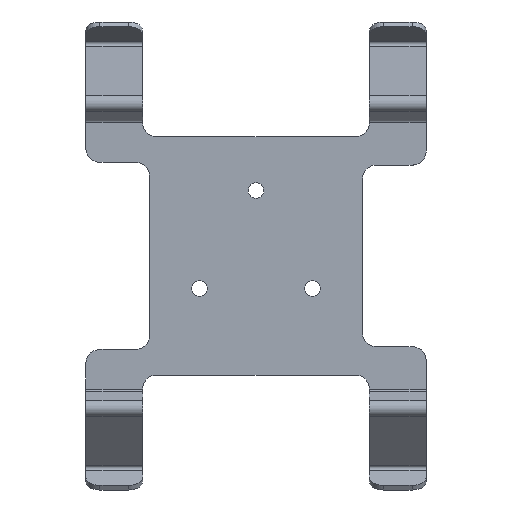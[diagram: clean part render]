
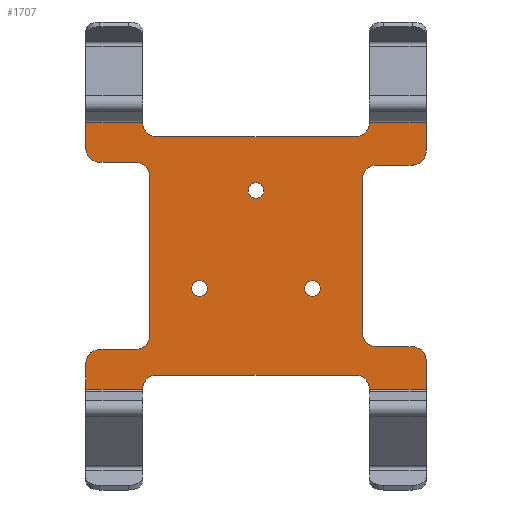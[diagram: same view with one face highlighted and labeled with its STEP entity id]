
A CAD part, top view. The second image highlights one B-rep face of the part: STEP entity #1707.
In plain terms, the highlighted planar face has unit normal (0, 0, 1).
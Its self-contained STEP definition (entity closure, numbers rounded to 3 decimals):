
#67=LINE('',#2552,#235);
#68=LINE('',#2557,#236);
#69=LINE('',#2559,#237);
#70=LINE('',#2563,#238);
#71=LINE('',#2567,#239);
#72=LINE('',#2569,#240);
#73=LINE('',#2573,#241);
#74=LINE('',#2577,#242);
#75=LINE('',#2581,#243);
#76=LINE('',#2585,#244);
#77=LINE('',#2587,#245);
#78=LINE('',#2591,#246);
#79=LINE('',#2595,#247);
#80=LINE('',#2597,#248);
#81=LINE('',#2601,#249);
#82=LINE('',#2605,#250);
#235=VECTOR('',#2010,1000.);
#236=VECTOR('',#2013,1000.);
#237=VECTOR('',#2014,1000.);
#238=VECTOR('',#2017,1000.);
#239=VECTOR('',#2020,1000.);
#240=VECTOR('',#2021,1000.);
#241=VECTOR('',#2024,1000.);
#242=VECTOR('',#2027,1000.);
#243=VECTOR('',#2030,1000.);
#244=VECTOR('',#2033,1000.);
#245=VECTOR('',#2034,1000.);
#246=VECTOR('',#2037,1000.);
#247=VECTOR('',#2040,1000.);
#248=VECTOR('',#2041,1000.);
#249=VECTOR('',#2044,1000.);
#250=VECTOR('',#2047,1000.);
#403=ORIENTED_EDGE('',*,*,#927,.F.);
#404=ORIENTED_EDGE('',*,*,#928,.F.);
#405=ORIENTED_EDGE('',*,*,#929,.F.);
#406=ORIENTED_EDGE('',*,*,#930,.F.);
#407=ORIENTED_EDGE('',*,*,#931,.T.);
#408=ORIENTED_EDGE('',*,*,#932,.F.);
#409=ORIENTED_EDGE('',*,*,#933,.F.);
#410=ORIENTED_EDGE('',*,*,#934,.T.);
#411=ORIENTED_EDGE('',*,*,#935,.F.);
#412=ORIENTED_EDGE('',*,*,#936,.T.);
#413=ORIENTED_EDGE('',*,*,#937,.F.);
#414=ORIENTED_EDGE('',*,*,#938,.F.);
#415=ORIENTED_EDGE('',*,*,#939,.T.);
#416=ORIENTED_EDGE('',*,*,#940,.F.);
#417=ORIENTED_EDGE('',*,*,#941,.T.);
#418=ORIENTED_EDGE('',*,*,#942,.F.);
#419=ORIENTED_EDGE('',*,*,#943,.T.);
#420=ORIENTED_EDGE('',*,*,#944,.F.);
#421=ORIENTED_EDGE('',*,*,#945,.T.);
#422=ORIENTED_EDGE('',*,*,#946,.F.);
#423=ORIENTED_EDGE('',*,*,#947,.F.);
#424=ORIENTED_EDGE('',*,*,#948,.T.);
#425=ORIENTED_EDGE('',*,*,#949,.F.);
#426=ORIENTED_EDGE('',*,*,#950,.T.);
#427=ORIENTED_EDGE('',*,*,#951,.F.);
#428=ORIENTED_EDGE('',*,*,#952,.F.);
#429=ORIENTED_EDGE('',*,*,#953,.T.);
#430=ORIENTED_EDGE('',*,*,#954,.F.);
#431=ORIENTED_EDGE('',*,*,#955,.T.);
#432=ORIENTED_EDGE('',*,*,#956,.F.);
#433=ORIENTED_EDGE('',*,*,#957,.T.);
#927=EDGE_CURVE('',#1189,#1189,#1363,.T.);
#928=EDGE_CURVE('',#1190,#1190,#1364,.T.);
#929=EDGE_CURVE('',#1191,#1191,#1365,.T.);
#930=EDGE_CURVE('',#1192,#1193,#67,.T.);
#931=EDGE_CURVE('',#1192,#1194,#1366,.F.);
#932=EDGE_CURVE('',#1195,#1194,#68,.T.);
#933=EDGE_CURVE('',#1196,#1195,#69,.T.);
#934=EDGE_CURVE('',#1196,#1197,#1367,.T.);
#935=EDGE_CURVE('',#1198,#1197,#70,.T.);
#936=EDGE_CURVE('',#1198,#1199,#1368,.T.);
#937=EDGE_CURVE('',#1200,#1199,#71,.T.);
#938=EDGE_CURVE('',#1201,#1200,#72,.T.);
#939=EDGE_CURVE('',#1201,#1202,#1369,.F.);
#940=EDGE_CURVE('',#1203,#1202,#73,.T.);
#941=EDGE_CURVE('',#1203,#1204,#1370,.T.);
#942=EDGE_CURVE('',#1205,#1204,#74,.T.);
#943=EDGE_CURVE('',#1205,#1206,#1371,.T.);
#944=EDGE_CURVE('',#1207,#1206,#75,.T.);
#945=EDGE_CURVE('',#1207,#1208,#1372,.F.);
#946=EDGE_CURVE('',#1209,#1208,#76,.T.);
#947=EDGE_CURVE('',#1210,#1209,#77,.T.);
#948=EDGE_CURVE('',#1210,#1211,#1373,.T.);
#949=EDGE_CURVE('',#1212,#1211,#78,.T.);
#950=EDGE_CURVE('',#1212,#1213,#1374,.T.);
#951=EDGE_CURVE('',#1214,#1213,#79,.T.);
#952=EDGE_CURVE('',#1215,#1214,#80,.T.);
#953=EDGE_CURVE('',#1215,#1216,#1375,.F.);
#954=EDGE_CURVE('',#1217,#1216,#81,.T.);
#955=EDGE_CURVE('',#1217,#1218,#1376,.T.);
#956=EDGE_CURVE('',#1219,#1218,#82,.T.);
#957=EDGE_CURVE('',#1219,#1193,#1377,.T.);
#1189=VERTEX_POINT('',#2547);
#1190=VERTEX_POINT('',#2549);
#1191=VERTEX_POINT('',#2551);
#1192=VERTEX_POINT('',#2553);
#1193=VERTEX_POINT('',#2554);
#1194=VERTEX_POINT('',#2556);
#1195=VERTEX_POINT('',#2558);
#1196=VERTEX_POINT('',#2560);
#1197=VERTEX_POINT('',#2562);
#1198=VERTEX_POINT('',#2564);
#1199=VERTEX_POINT('',#2566);
#1200=VERTEX_POINT('',#2568);
#1201=VERTEX_POINT('',#2570);
#1202=VERTEX_POINT('',#2572);
#1203=VERTEX_POINT('',#2574);
#1204=VERTEX_POINT('',#2576);
#1205=VERTEX_POINT('',#2578);
#1206=VERTEX_POINT('',#2580);
#1207=VERTEX_POINT('',#2582);
#1208=VERTEX_POINT('',#2584);
#1209=VERTEX_POINT('',#2586);
#1210=VERTEX_POINT('',#2588);
#1211=VERTEX_POINT('',#2590);
#1212=VERTEX_POINT('',#2592);
#1213=VERTEX_POINT('',#2594);
#1214=VERTEX_POINT('',#2596);
#1215=VERTEX_POINT('',#2598);
#1216=VERTEX_POINT('',#2600);
#1217=VERTEX_POINT('',#2602);
#1218=VERTEX_POINT('',#2604);
#1219=VERTEX_POINT('',#2606);
#1363=CIRCLE('',#1814,2.75);
#1364=CIRCLE('',#1815,2.75);
#1365=CIRCLE('',#1816,2.75);
#1366=CIRCLE('',#1817,5.);
#1367=CIRCLE('',#1818,5.);
#1368=CIRCLE('',#1819,5.);
#1369=CIRCLE('',#1820,5.);
#1370=CIRCLE('',#1821,5.);
#1371=CIRCLE('',#1822,5.);
#1372=CIRCLE('',#1823,5.);
#1373=CIRCLE('',#1824,5.);
#1374=CIRCLE('',#1825,5.);
#1375=CIRCLE('',#1826,5.);
#1376=CIRCLE('',#1827,5.);
#1377=CIRCLE('',#1828,5.);
#1457=EDGE_LOOP('',(#403));
#1458=EDGE_LOOP('',(#404));
#1459=EDGE_LOOP('',(#405));
#1460=EDGE_LOOP('',(#406,#407,#408,#409,#410,#411,#412,#413,#414,#415,#416,
#417,#418,#419,#420,#421,#422,#423,#424,#425,#426,#427,#428,#429,#430,#431,
#432,#433));
#1559=FACE_BOUND('',#1457,.T.);
#1560=FACE_BOUND('',#1458,.T.);
#1561=FACE_BOUND('',#1459,.T.);
#1562=FACE_BOUND('',#1460,.T.);
#1661=PLANE('',#1813);
#1707=ADVANCED_FACE('',(#1559,#1560,#1561,#1562),#1661,.F.);
#1813=AXIS2_PLACEMENT_3D('',#2545,#2002,#2003);
#1814=AXIS2_PLACEMENT_3D('',#2546,#2004,#2005);
#1815=AXIS2_PLACEMENT_3D('',#2548,#2006,#2007);
#1816=AXIS2_PLACEMENT_3D('',#2550,#2008,#2009);
#1817=AXIS2_PLACEMENT_3D('',#2555,#2011,#2012);
#1818=AXIS2_PLACEMENT_3D('',#2561,#2015,#2016);
#1819=AXIS2_PLACEMENT_3D('',#2565,#2018,#2019);
#1820=AXIS2_PLACEMENT_3D('',#2571,#2022,#2023);
#1821=AXIS2_PLACEMENT_3D('',#2575,#2025,#2026);
#1822=AXIS2_PLACEMENT_3D('',#2579,#2028,#2029);
#1823=AXIS2_PLACEMENT_3D('',#2583,#2031,#2032);
#1824=AXIS2_PLACEMENT_3D('',#2589,#2035,#2036);
#1825=AXIS2_PLACEMENT_3D('',#2593,#2038,#2039);
#1826=AXIS2_PLACEMENT_3D('',#2599,#2042,#2043);
#1827=AXIS2_PLACEMENT_3D('',#2603,#2045,#2046);
#1828=AXIS2_PLACEMENT_3D('',#2607,#2048,#2049);
#2002=DIRECTION('',(0.,0.,-1.));
#2003=DIRECTION('',(-1.,0.,0.));
#2004=DIRECTION('',(0.,0.,1.));
#2005=DIRECTION('',(0.,-1.,0.));
#2006=DIRECTION('',(0.,0.,1.));
#2007=DIRECTION('',(0.,-1.,0.));
#2008=DIRECTION('',(0.,0.,1.));
#2009=DIRECTION('',(0.,-1.,0.));
#2010=DIRECTION('',(-1.,0.,0.));
#2011=DIRECTION('',(0.,0.,-1.));
#2012=DIRECTION('',(-1.,0.,0.));
#2013=DIRECTION('',(0.,-1.,0.));
#2014=DIRECTION('',(1.,0.,0.));
#2015=DIRECTION('',(0.,0.,-1.));
#2016=DIRECTION('',(-1.,0.,0.));
#2017=DIRECTION('',(1.,0.,0.));
#2018=DIRECTION('',(0.,0.,-1.));
#2019=DIRECTION('',(-1.,0.,0.));
#2020=DIRECTION('',(1.,0.,0.));
#2021=DIRECTION('',(0.,1.,0.));
#2022=DIRECTION('',(0.,0.,-1.));
#2023=DIRECTION('',(-1.,0.,0.));
#2024=DIRECTION('',(-1.,0.,0.));
#2025=DIRECTION('',(0.,0.,-1.));
#2026=DIRECTION('',(-1.,0.,0.));
#2027=DIRECTION('',(0.,1.,0.));
#2028=DIRECTION('',(0.,0.,-1.));
#2029=DIRECTION('',(-1.,0.,0.));
#2030=DIRECTION('',(1.,0.,0.));
#2031=DIRECTION('',(0.,0.,-1.));
#2032=DIRECTION('',(-1.,0.,0.));
#2033=DIRECTION('',(0.,1.,0.));
#2034=DIRECTION('',(-1.,0.,0.));
#2035=DIRECTION('',(0.,0.,-1.));
#2036=DIRECTION('',(-1.,0.,0.));
#2037=DIRECTION('',(-1.,0.,0.));
#2038=DIRECTION('',(0.,0.,-1.));
#2039=DIRECTION('',(-1.,0.,0.));
#2040=DIRECTION('',(-1.,0.,0.));
#2041=DIRECTION('',(0.,-1.,0.));
#2042=DIRECTION('',(0.,0.,-1.));
#2043=DIRECTION('',(-1.,0.,0.));
#2044=DIRECTION('',(1.,0.,0.));
#2045=DIRECTION('',(0.,0.,-1.));
#2046=DIRECTION('',(-1.,0.,0.));
#2047=DIRECTION('',(0.,-1.,0.));
#2048=DIRECTION('',(0.,0.,-1.));
#2049=DIRECTION('',(-1.,0.,0.));
#2545=CARTESIAN_POINT('',(0.,0.,2.));
#2546=CARTESIAN_POINT('',(-19.919,-11.5,2.));
#2547=CARTESIAN_POINT('',(-19.919,-14.25,2.));
#2548=CARTESIAN_POINT('',(19.919,-11.5,2.));
#2549=CARTESIAN_POINT('',(19.919,-14.25,2.));
#2550=CARTESIAN_POINT('',(0.,23.,2.));
#2551=CARTESIAN_POINT('',(0.,20.25,2.));
#2552=CARTESIAN_POINT('',(60.,32.,2.));
#2553=CARTESIAN_POINT('',(55.,32.,2.));
#2554=CARTESIAN_POINT('',(42.5,32.,2.));
#2555=CARTESIAN_POINT('',(55.,37.,2.));
#2556=CARTESIAN_POINT('',(60.,37.,2.));
#2557=CARTESIAN_POINT('',(60.,47.,2.));
#2558=CARTESIAN_POINT('',(60.,47.,2.));
#2559=CARTESIAN_POINT('',(40.,47.,2.));
#2560=CARTESIAN_POINT('',(40.,47.,2.));
#2561=CARTESIAN_POINT('',(35.,47.,2.));
#2562=CARTESIAN_POINT('',(35.,42.,2.));
#2563=CARTESIAN_POINT('',(-40.,42.,2.));
#2564=CARTESIAN_POINT('',(-35.,42.,2.));
#2565=CARTESIAN_POINT('',(-35.,47.,2.));
#2566=CARTESIAN_POINT('',(-40.,47.,2.));
#2567=CARTESIAN_POINT('',(-60.,47.,2.));
#2568=CARTESIAN_POINT('',(-60.,47.,2.));
#2569=CARTESIAN_POINT('',(-60.,33.,2.));
#2570=CARTESIAN_POINT('',(-60.,38.,2.));
#2571=CARTESIAN_POINT('',(-55.,38.,2.));
#2572=CARTESIAN_POINT('',(-55.,33.,2.));
#2573=CARTESIAN_POINT('',(-37.5,33.,2.));
#2574=CARTESIAN_POINT('',(-42.5,33.,2.));
#2575=CARTESIAN_POINT('',(-42.5,28.,2.));
#2576=CARTESIAN_POINT('',(-37.5,28.,2.));
#2577=CARTESIAN_POINT('',(-37.5,0.,2.));
#2578=CARTESIAN_POINT('',(-37.5,-28.,2.));
#2579=CARTESIAN_POINT('',(-42.5,-28.,2.));
#2580=CARTESIAN_POINT('',(-42.5,-33.,2.));
#2581=CARTESIAN_POINT('',(-37.5,-33.,2.));
#2582=CARTESIAN_POINT('',(-55.,-33.,2.));
#2583=CARTESIAN_POINT('',(-55.,-38.,2.));
#2584=CARTESIAN_POINT('',(-60.,-38.,2.));
#2585=CARTESIAN_POINT('',(-60.,-33.,2.));
#2586=CARTESIAN_POINT('',(-60.,-47.,2.));
#2587=CARTESIAN_POINT('',(-40.,-47.,2.));
#2588=CARTESIAN_POINT('',(-40.,-47.,2.));
#2589=CARTESIAN_POINT('',(-35.,-47.,2.));
#2590=CARTESIAN_POINT('',(-35.,-42.,2.));
#2591=CARTESIAN_POINT('',(-40.,-42.,2.));
#2592=CARTESIAN_POINT('',(35.,-42.,2.));
#2593=CARTESIAN_POINT('',(35.,-47.,2.));
#2594=CARTESIAN_POINT('',(40.,-47.,2.));
#2595=CARTESIAN_POINT('',(40.,-47.,2.));
#2596=CARTESIAN_POINT('',(60.,-47.,2.));
#2597=CARTESIAN_POINT('',(60.,-47.,2.));
#2598=CARTESIAN_POINT('',(60.,-37.,2.));
#2599=CARTESIAN_POINT('',(55.,-37.,2.));
#2600=CARTESIAN_POINT('',(55.,-32.,2.));
#2601=CARTESIAN_POINT('',(37.5,-32.,2.));
#2602=CARTESIAN_POINT('',(42.5,-32.,2.));
#2603=CARTESIAN_POINT('',(42.5,-27.,2.));
#2604=CARTESIAN_POINT('',(37.5,-27.,2.));
#2605=CARTESIAN_POINT('',(37.5,0.,2.));
#2606=CARTESIAN_POINT('',(37.5,27.,2.));
#2607=CARTESIAN_POINT('',(42.5,27.,2.));
